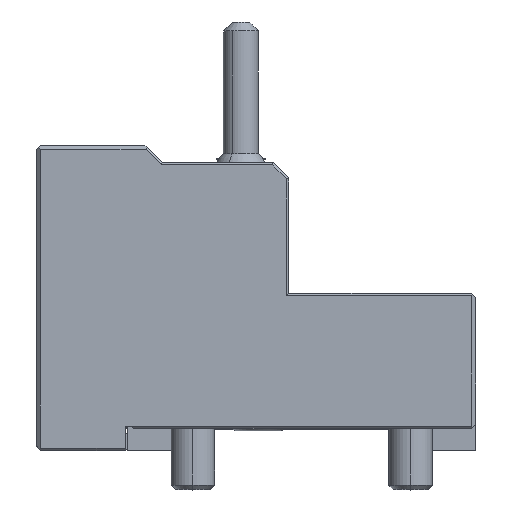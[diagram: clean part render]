
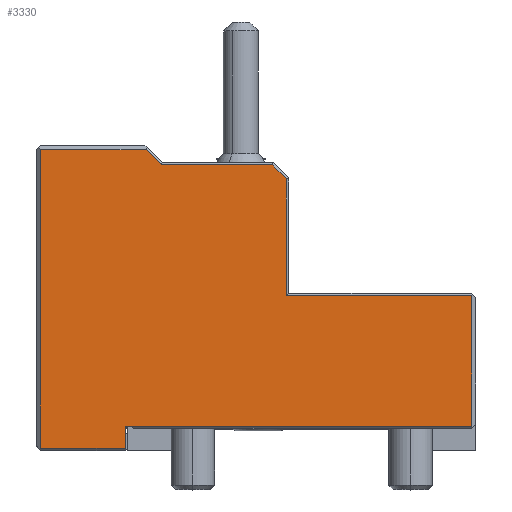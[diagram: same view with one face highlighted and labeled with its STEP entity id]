
A CAD part, top view. The second image highlights one B-rep face of the part: STEP entity #3330.
In plain terms, the highlighted planar face has unit normal (0, 0, 1).
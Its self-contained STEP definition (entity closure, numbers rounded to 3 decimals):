
#140=CARTESIAN_POINT('',(-39.505,-0.495,40.));
#141=DIRECTION('',(0.,0.,-1.));
#142=DIRECTION('',(-0.995,-0.1,0.));
#143=AXIS2_PLACEMENT_3D('',#140,#141,#142);
#145=DIRECTION('',(-1.,0.,0.));
#146=VECTOR('',#145,19.5);
#147=CARTESIAN_POINT('',(-40.5,-4.5,40.));
#148=LINE('',#147,#146);
#149=DIRECTION('',(0.,-1.,0.));
#150=VECTOR('',#149,68.5);
#151=CARTESIAN_POINT('',(-60.,64.,40.));
#152=LINE('',#151,#150);
#153=DIRECTION('',(1.,0.,0.));
#154=VECTOR('',#153,24.293);
#155=CARTESIAN_POINT('',(-60.,64.,40.));
#156=LINE('',#155,#154);
#157=DIRECTION('',(-0.707,0.707,0.));
#158=VECTOR('',#157,4.95);
#159=CARTESIAN_POINT('',(-32.207,60.5,40.));
#160=LINE('',#159,#158);
#161=DIRECTION('',(-1.,0.,0.));
#162=VECTOR('',#161,25.5);
#163=CARTESIAN_POINT('',(-6.707,60.5,40.));
#164=LINE('',#163,#162);
#165=DIRECTION('',(-0.707,0.707,0.));
#166=VECTOR('',#165,4.536);
#167=CARTESIAN_POINT('',(-3.5,57.293,40.));
#168=LINE('',#167,#166);
#169=DIRECTION('',(0.,1.,0.));
#170=VECTOR('',#169,26.793);
#171=CARTESIAN_POINT('',(-3.5,30.5,40.));
#172=LINE('',#171,#170);
#173=DIRECTION('',(-1.,0.,0.));
#174=VECTOR('',#173,42.5);
#175=CARTESIAN_POINT('',(39.,30.5,40.));
#176=LINE('',#175,#174);
#177=DIRECTION('',(0.,-1.,0.));
#178=VECTOR('',#177,30.);
#179=CARTESIAN_POINT('',(39.,30.5,40.));
#180=LINE('',#179,#178);
#181=DIRECTION('',(-1.,0.,0.));
#182=VECTOR('',#181,78.405);
#183=CARTESIAN_POINT('',(39.,0.5,40.));
#184=LINE('',#183,#182);
#185=CARTESIAN_POINT('',(-39.505,-0.495,40.));
#186=DIRECTION('',(0.,0.,-1.));
#187=DIRECTION('',(-0.1,0.995,0.));
#188=AXIS2_PLACEMENT_3D('',#185,#186,#187);
#190=DIRECTION('',(-1.,0.,0.));
#191=VECTOR('',#190,0.895);
#192=CARTESIAN_POINT('',(-39.605,0.5,40.));
#193=LINE('',#192,#191);
#208=DIRECTION('',(0.,1.,0.));
#209=VECTOR('',#208,3.905);
#210=CARTESIAN_POINT('',(-40.5,-4.5,40.));
#211=LINE('',#210,#209);
#2102=DIRECTION('',(0.,1.,0.));
#2103=VECTOR('',#2102,0.895);
#2104=CARTESIAN_POINT('',(-40.5,-0.395,40.));
#2105=LINE('',#2104,#2103);
#2498=CARTESIAN_POINT('',(39.,30.5,40.));
#2499=CARTESIAN_POINT('',(-3.5,30.5,40.));
#2500=VERTEX_POINT('',#2498);
#2501=VERTEX_POINT('',#2499);
#2564=CARTESIAN_POINT('',(-60.,64.,40.));
#2565=VERTEX_POINT('',#2564);
#2571=CARTESIAN_POINT('',(-6.707,60.5,40.));
#2573=VERTEX_POINT('',#2571);
#2578=CARTESIAN_POINT('',(39.,0.5,40.));
#2579=VERTEX_POINT('',#2578);
#2614=CARTESIAN_POINT('',(-32.207,60.5,40.));
#2615=VERTEX_POINT('',#2614);
#2618=CARTESIAN_POINT('',(-35.707,64.,40.));
#2620=VERTEX_POINT('',#2618);
#2627=CARTESIAN_POINT('',(-3.5,57.293,40.));
#2629=VERTEX_POINT('',#2627);
#2638=CARTESIAN_POINT('',(-40.5,-4.5,40.));
#2639=CARTESIAN_POINT('',(-60.,-4.5,40.));
#2640=VERTEX_POINT('',#2638);
#2641=VERTEX_POINT('',#2639);
#2724=CARTESIAN_POINT('',(-40.5,-0.595,40.));
#2725=CARTESIAN_POINT('',(-40.5,-0.395,40.));
#2726=VERTEX_POINT('',#2724);
#2727=VERTEX_POINT('',#2725);
#2728=CARTESIAN_POINT('',(-39.605,0.5,40.));
#2729=CARTESIAN_POINT('',(-39.405,0.5,40.));
#2730=VERTEX_POINT('',#2728);
#2731=VERTEX_POINT('',#2729);
#2748=CARTESIAN_POINT('',(-40.5,0.5,40.));
#2749=VERTEX_POINT('',#2748);
#3296=CARTESIAN_POINT('',(-61.,-5.,40.));
#3297=DIRECTION('',(0.,0.,1.));
#3298=DIRECTION('',(1.,0.,0.));
#3299=AXIS2_PLACEMENT_3D('',#3296,#3297,#3298);
#3300=PLANE('',#3299);
#3301=ORIENTED_EDGE('',*,*,#3195,.F.);
#3303=ORIENTED_EDGE('',*,*,#3302,.F.);
#3305=ORIENTED_EDGE('',*,*,#3304,.T.);
#3307=ORIENTED_EDGE('',*,*,#3306,.F.);
#3309=ORIENTED_EDGE('',*,*,#3308,.T.);
#3311=ORIENTED_EDGE('',*,*,#3310,.F.);
#3313=ORIENTED_EDGE('',*,*,#3312,.F.);
#3315=ORIENTED_EDGE('',*,*,#3314,.F.);
#3317=ORIENTED_EDGE('',*,*,#3316,.F.);
#3319=ORIENTED_EDGE('',*,*,#3318,.F.);
#3321=ORIENTED_EDGE('',*,*,#3320,.T.);
#3322=ORIENTED_EDGE('',*,*,#3285,.T.);
#3323=ORIENTED_EDGE('',*,*,#3201,.F.);
#3325=ORIENTED_EDGE('',*,*,#3324,.T.);
#3327=ORIENTED_EDGE('',*,*,#3326,.F.);
#3328=EDGE_LOOP('',(#3301,#3303,#3305,#3307,#3309,#3311,#3313,#3315,#3317,#3319,
#3321,#3322,#3323,#3325,#3327));
#3329=FACE_OUTER_BOUND('',#3328,.F.);
#144=CIRCLE('',#143,1.);
#189=CIRCLE('',#188,1.);
#3195=EDGE_CURVE('',#2726,#2727,#144,.T.);
#3201=EDGE_CURVE('',#2730,#2731,#189,.T.);
#3285=EDGE_CURVE('',#2579,#2731,#184,.T.);
#3302=EDGE_CURVE('',#2640,#2726,#211,.T.);
#3304=EDGE_CURVE('',#2640,#2641,#148,.T.);
#3306=EDGE_CURVE('',#2565,#2641,#152,.T.);
#3308=EDGE_CURVE('',#2565,#2620,#156,.T.);
#3310=EDGE_CURVE('',#2615,#2620,#160,.T.);
#3312=EDGE_CURVE('',#2573,#2615,#164,.T.);
#3314=EDGE_CURVE('',#2629,#2573,#168,.T.);
#3316=EDGE_CURVE('',#2501,#2629,#172,.T.);
#3318=EDGE_CURVE('',#2500,#2501,#176,.T.);
#3320=EDGE_CURVE('',#2500,#2579,#180,.T.);
#3324=EDGE_CURVE('',#2730,#2749,#193,.T.);
#3326=EDGE_CURVE('',#2727,#2749,#2105,.T.);
#3330=ADVANCED_FACE('',(#3329),#3300,.T.);
